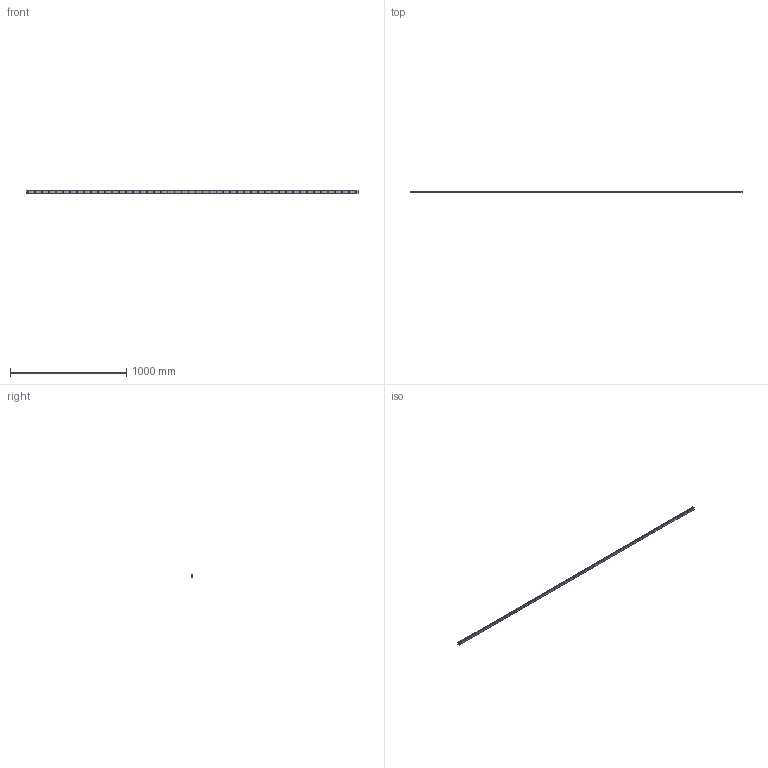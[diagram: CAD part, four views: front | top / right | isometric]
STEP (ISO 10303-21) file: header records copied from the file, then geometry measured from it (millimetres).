
FILE_DESCRIPTION (( 'STEP AP214' ), '1' );
FILE_NAME ('SHS20C1SS-2860L_G20_0_B-M6F_1390-5_0_0_0_1.STEP', '2021-06-17T10:19:04', ( '' ), ( '' ), 'SwSTEP 2.0', 'SolidWorks 2021', '' );
FILE_SCHEMA (( 'AUTOMOTIVE_DESIGN' ));
Length unit declared in the file: millimetre
Products named in the file (2): SHS20C1SS-2860L_G20_0_B-M6F_1390-5_0_0_0_1; _SHS20C286020 Track
Assembly tree (1 placements, depth 2):
  SHS20C1SS-2860L_G20_0_B-M6F_1390-5_0_0_0_1
    _SHS20C286020 Track
Bounding box: 2860 x 16.5 x 20 mm (x, y, z)
Volume: 806513.6 mm3; surface area: 227548.1 mm2
Topology: 1 solids, 1 shells, 276 faces, 678 edges, 452 vertices
Faces by surface type: cylinder 212, plane 64
Entity records: 8644 total; most frequent: DIRECTION 1662, CARTESIAN_POINT 1410, ORIENTED_EDGE 1356, AXIS2_PLACEMENT_3D 704, EDGE_CURVE 678, VERTEX_POINT 452, CIRCLE 424, EDGE_LOOP 420
